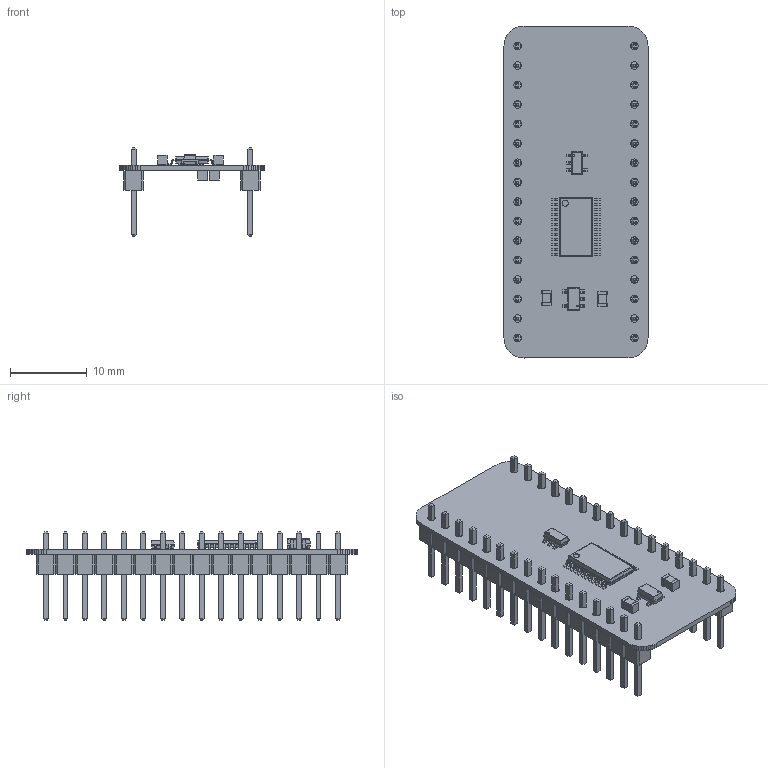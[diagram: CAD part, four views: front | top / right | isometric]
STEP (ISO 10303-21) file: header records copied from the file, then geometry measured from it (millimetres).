
FILE_DESCRIPTION(('KiCad electronic assembly'),'2;1');
FILE_NAME('Main Memory Data.step','2023-12-05T19:17:28',('Pcbnew'),( 'Kicad'),'Open CASCADE STEP processor 7.6','KiCad to STEP converter' ,'Unknown');
FILE_SCHEMA(('AUTOMOTIVE_DESIGN { 1 0 10303 214 1 1 1 1 }'));
Length unit declared in the file: millimetre
Products named in the file (12): Main Memory Data 1; M74VHC1G126DTT1G; COMPOUND; C_0805_2012Metric; SOLID; SN74LVC543APWR; AP7365-33WG-7; PinHeader_1x16_P2.54mm_Vertical; HCP65 Main Memory Data PCB
Assembly tree (15 placements, depth 3):
  Main Memory Data 1
    M74VHC1G126DTT1G
      COMPOUND
    C_0805_2012Metric  x4
      SOLID
    SN74LVC543APWR
      COMPOUND
    AP7365-33WG-7
      COMPOUND
    PinHeader_1x16_P2.54mm_Vertical  x2
      SOLID
    HCP65 Main Memory Data PCB
Bounding box: 18.8 x 43.33 x 11.54 mm (x, y, z)
Volume: 1219.6 mm3; surface area: 3522.9 mm2
Topology: 44 solids, 44 shells, 1537 faces, 3810 edges, 2436 vertices
Faces by surface type: plane 1283, cylinder 246, sphere 8
Full cylindrical faces by diameter (mm): 0.188 x1, 0.2 x1, 1 x32
Entity records: 70778 total; most frequent: CARTESIAN_POINT 13093, DIRECTION 10238, LINE 7156, VECTOR 7156, ORIENTED_EDGE 5320, PCURVE 5320, DEFINITIONAL_REPRESENTATION 5320, EDGE_CURVE 2660
